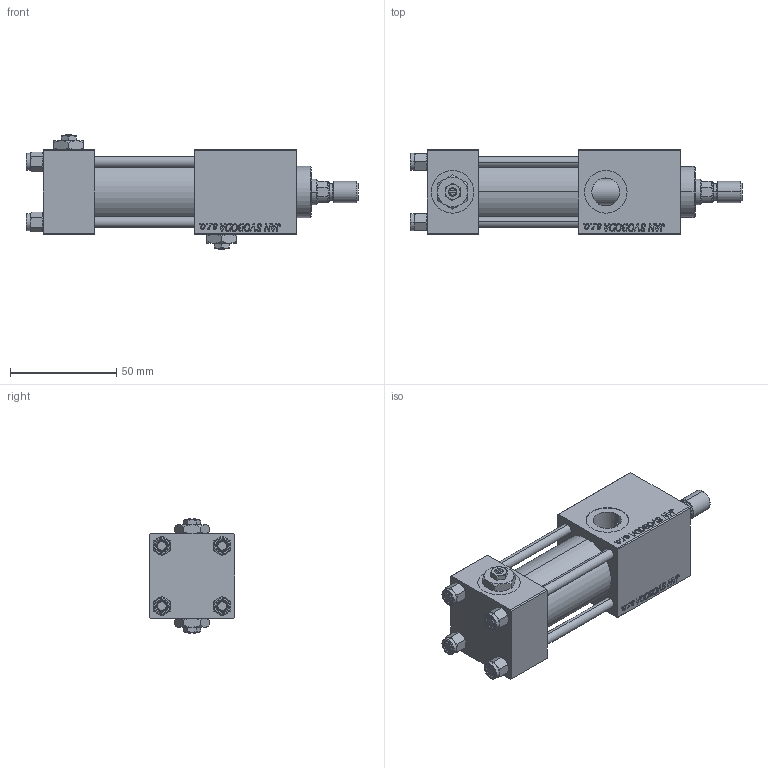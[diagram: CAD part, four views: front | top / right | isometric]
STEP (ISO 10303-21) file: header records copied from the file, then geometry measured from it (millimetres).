
FILE_DESCRIPTION (( 'STEP AP203' ), '1' );
FILE_NAME ('bea5.STEP', '2022-06-01T06:25:03', ( '' ), ( '' ), 'SwSTEP 2.0', 'SolidWorks 2019', '' );
FILE_SCHEMA (( 'CONFIG_CONTROL_DESIGN' ));
Length unit declared in the file: millimetre
Products named in the file (8): V215CR_C_TYCINKA 5bf9c2b9fc711fbae090d1dc055867af; NUT_M5_C 5bf9c2b9fc711fbae090d1dc055867af; ROD_END_AH 5bf9c2b9fc711fbae090d1dc055867af; bea5; Zatka_pro_OIL_PORT 5bf9c2b9fc711fbae090d1dc055867af; V215_VC_A 5bf9c2b9fc711fbae090d1dc055867af; V215CR_C_Body 5bf9c2b9fc711fbae090d1dc055867af; V215CR_VCP_C 5bf9c2b9fc711fbae090d1dc055867af
Assembly tree (14 placements, depth 2):
  bea5
    V215CR_C_Body 5bf9c2b9fc711fbae090d1dc055867af
    V215CR_VCP_C 5bf9c2b9fc711fbae090d1dc055867af
    NUT_M5_C 5bf9c2b9fc711fbae090d1dc055867af  x4
    V215CR_C_TYCINKA 5bf9c2b9fc711fbae090d1dc055867af  x4
    V215_VC_A 5bf9c2b9fc711fbae090d1dc055867af
    ROD_END_AH 5bf9c2b9fc711fbae090d1dc055867af
    Zatka_pro_OIL_PORT 5bf9c2b9fc711fbae090d1dc055867af  x2
Bounding box: 156 x 40 x 54 mm (x, y, z)
Volume: 141967.4 mm3; surface area: 56898.4 mm2
Topology: 14 solids, 14 shells, 1268 faces, 3140 edges, 2021 vertices
Faces by surface type: plane 578, bspline 392, cone 182, cylinder 106, torus 10
Entity records: 52770 total; most frequent: CARTESIAN_POINT 27783, ORIENTED_EDGE 5580, DIRECTION 3644, EDGE_CURVE 2790, VERTEX_POINT 1819, LINE 1648, VECTOR 1648, EDGE_LOOP 1241
